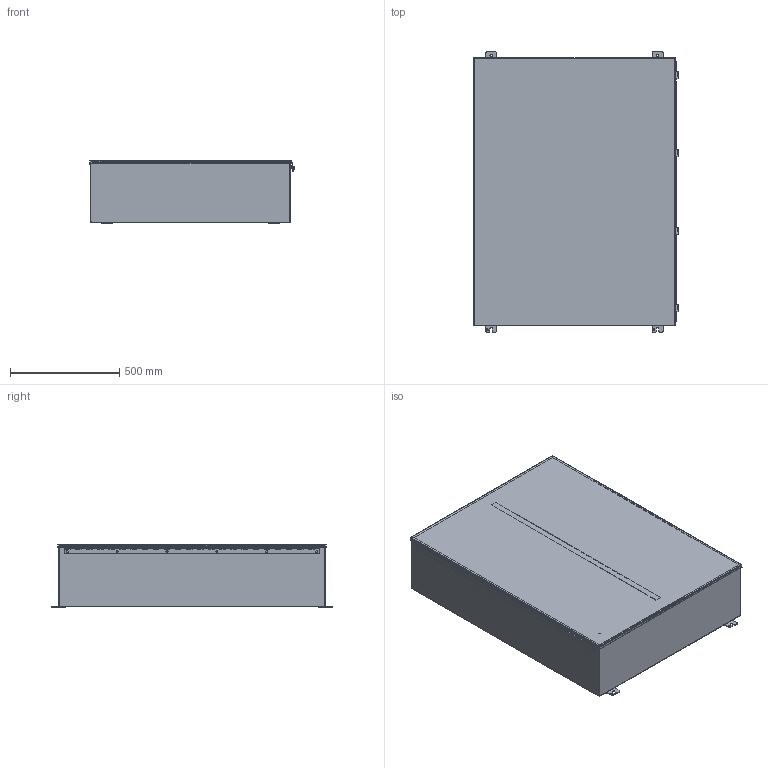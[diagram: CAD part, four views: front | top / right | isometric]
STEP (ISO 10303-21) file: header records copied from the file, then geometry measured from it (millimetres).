
FILE_DESCRIPTION(/* description */ ('JIC,CH,OIL-TIGHT,CS,48X36X11'),/* implementation_level */ '2;1');
FILE_NAME(/* name */ 'B483611CH.stp',/* time_stamp */ '2021-10-13T09:53:31-05:00',/* author */ ('berthabarrera'),/* organization */ (''),/* preprocessor_version */ 'ST-DEVELOPER v18.1',/* originating_system */ 'Autodesk Inventor 2020',/* authorisation */ '');
FILE_SCHEMA (('AUTOMOTIVE_DESIGN { 1 0 10303 214 3 1 1 }'));
Length unit declared in the file: inch
Products named in the file (15): B483611CH; B483611CHBKP; B4836CHLID; H6010109; H6010109T; H6010109L; H6010109 P; 34840; 38846; 30822; C1002; 372134; 3889; 38623; B_4836_FIP
Assembly tree (34 placements, depth 3):
  B483611CH
    B483611CHBKP
    B4836CHLID
    H6010109
      H6010109T
      H6010109L
      H6010109 P
    34840  x4
    38846
    3889  x8
    30822  x4
    372134  x4
    C1002  x4
    38623  x2
    B_4836_FIP
Bounding box: 941.73 x 1282.83 x 289.74 mm (x, y, z)
Volume: 7267657.9 mm3; surface area: 7620428.5 mm2
Topology: 33 solids, 33 shells, 1078 faces, 2565 edges, 1625 vertices
Faces by surface type: plane 664, cylinder 315, cone 37, torus 30, bspline 24, sphere 8
Full cylindrical faces by diameter (mm): 2.794 x16, 3.048 x1, 4.978 x4, 6.35 x5, 7.95 x4, 8.382 x16, 8.56 x1, 8.738 x4, 9.525 x6, 10.402 x4, 11.125 x4, 15.875 x8
Entity records: 23623 total; most frequent: CARTESIAN_POINT 4505, DIRECTION 3811, ORIENTED_EDGE 3614, EDGE_CURVE 1807, LINE 1275, VECTOR 1275, AXIS2_PLACEMENT_3D 1268, VERTEX_POINT 1114
